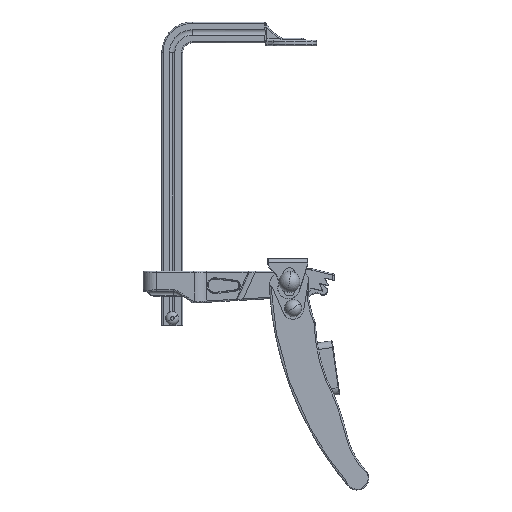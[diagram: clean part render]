
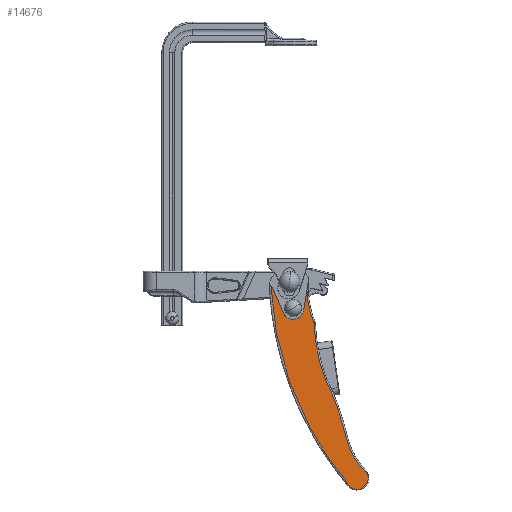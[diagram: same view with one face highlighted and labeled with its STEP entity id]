
A CAD part, top view. The second image highlights one B-rep face of the part: STEP entity #14676.
In plain terms, the highlighted face is planar.
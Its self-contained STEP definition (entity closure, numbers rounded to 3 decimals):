
#253 =( BOUNDED_CURVE ( )  B_SPLINE_CURVE ( 3, ( #4010, #15500, #15399, #18378 ),
 .UNSPECIFIED., .F., .F. ) 
 B_SPLINE_CURVE_WITH_KNOTS ( ( 4, 4 ),
 ( 5.281, 5.562 ),
 .UNSPECIFIED. ) 
 CURVE ( )  GEOMETRIC_REPRESENTATION_ITEM ( )  RATIONAL_B_SPLINE_CURVE ( ( 1., 0.993, 0.993, 1. ) ) 
 REPRESENTATION_ITEM ( '' )  );
#307 = CARTESIAN_POINT ( 'NONE',  ( 52.971, -153.394, 16.513 ) ) ;
#330 = CARTESIAN_POINT ( 'NONE',  ( 40.521, -119.562, 16.854 ) ) ;
#367 = ORIENTED_EDGE ( 'NONE', *, *, #4688, .T. ) ;
#399 = CARTESIAN_POINT ( 'NONE',  ( 41.275, -131.427, 16.834 ) ) ;
#619 = VECTOR ( 'NONE', #2842, 1000. ) ;
#641 = DIRECTION ( 'NONE',  ( -0.027, 0., -1. ) ) ;
#670 = EDGE_LOOP ( 'NONE', ( #14137, #16429, #367, #10263, #9939, #6999, #16200, #5028, #4530, #3954, #8744 ) ) ;
#1230 = VERTEX_POINT ( 'NONE', #16244 ) ;
#1569 = CARTESIAN_POINT ( 'NONE',  ( 52.971, -154.113, 16.513 ) ) ;
#1607 = CARTESIAN_POINT ( 'NONE',  ( 52.693, -151.986, 16.521 ) ) ;
#1767 =( BOUNDED_CURVE ( )  B_SPLINE_CURVE ( 3, ( #4786, #17529, #11770, #13263 ),
 .UNSPECIFIED., .F., .F. ) 
 B_SPLINE_CURVE_WITH_KNOTS ( ( 4, 4 ),
 ( 0.09, 0.333 ),
 .UNSPECIFIED. ) 
 CURVE ( )  GEOMETRIC_REPRESENTATION_ITEM ( )  RATIONAL_B_SPLINE_CURVE ( ( 1., 0.995, 0.995, 1. ) ) 
 REPRESENTATION_ITEM ( '' )  );
#1830 = CARTESIAN_POINT ( 'NONE',  ( 29.013, -33.971, 17.169 ) ) ;
#1988 = CARTESIAN_POINT ( 'NONE',  ( 45.453, -142.557, 16.719 ) ) ;
#2012 = DIRECTION ( 'NONE',  ( -0.264, 0.965, 0.007 ) ) ;
#2300 = EDGE_CURVE ( 'NONE', #9044, #4836, #11585, .T. ) ;
#2309 = CARTESIAN_POINT ( 'NONE',  ( -4.365, -56.322, 18.083 ) ) ;
#2842 = DIRECTION ( 'NONE',  ( -0.294, -0.956, 0.008 ) ) ;
#3383 = CARTESIAN_POINT ( 'NONE',  ( 22.817, -23.393, 17.339 ) ) ;
#3521 = FACE_OUTER_BOUND ( 'NONE', #670, .T. ) ;
#3624 = VERTEX_POINT ( 'NONE', #16768 ) ;
#3625 = EDGE_CURVE ( 'NONE', #4836, #5024, #17325, .T. ) ;
#3954 = ORIENTED_EDGE ( 'NONE', *, *, #6918, .T. ) ;
#3991 = CARTESIAN_POINT ( 'NONE',  ( 31.491, -77.457, 17.101 ) ) ;
#4010 = CARTESIAN_POINT ( 'NONE',  ( 1.53, -2.692, 17.922 ) ) ;
#4238 = EDGE_CURVE ( 'NONE', #7051, #3624, #4388, .T. ) ;
#4294 = VECTOR ( 'NONE', #2012, 1000. ) ;
#4388 =( BOUNDED_CURVE ( )  B_SPLINE_CURVE ( 3, ( #8901, #1988, #399, #330 ),
 .UNSPECIFIED., .F., .F. ) 
 B_SPLINE_CURVE_WITH_KNOTS ( ( 4, 4 ),
 ( 2.487, 3.078 ),
 .UNSPECIFIED. ) 
 CURVE ( )  GEOMETRIC_REPRESENTATION_ITEM ( )  RATIONAL_B_SPLINE_CURVE ( ( 1., 0.971, 0.971, 1. ) ) 
 REPRESENTATION_ITEM ( '' )  );
#4459 = CARTESIAN_POINT ( 'NONE',  ( 0.824, -2.086, 17.941 ) ) ;
#4464 = CARTESIAN_POINT ( 'NONE',  ( 52.877, -152.681, 16.516 ) ) ;
#4530 = ORIENTED_EDGE ( 'NONE', *, *, #3625, .T. ) ;
#4688 = EDGE_CURVE ( 'NONE', #9519, #7051, #15191, .T. ) ;
#4786 = CARTESIAN_POINT ( 'NONE',  ( 40.521, -119.562, 16.854 ) ) ;
#4836 = VERTEX_POINT ( 'NONE', #12266 ) ;
#4946 = CARTESIAN_POINT ( 'NONE',  ( 1.53, -2.692, 17.922 ) ) ;
#5024 = VERTEX_POINT ( 'NONE', #17195 ) ;
#5028 = ORIENTED_EDGE ( 'NONE', *, *, #2300, .T. ) ;
#5479 = CARTESIAN_POINT ( 'NONE',  ( 39.321, -169.201, 16.887 ) ) ;
#5491 = CARTESIAN_POINT ( 'NONE',  ( -18.404, -157.636, 18.467 ) ) ;
#5620 = CARTESIAN_POINT ( 'NONE',  ( 29.013, -33.971, 17.169 ) ) ;
#6548 = CARTESIAN_POINT ( 'NONE',  ( 0.824, -2.086, 17.941 ) ) ;
#6617 = EDGE_CURVE ( 'NONE', #8811, #9519, #12646, .T. ) ;
#6902 = CARTESIAN_POINT ( 'NONE',  ( 52.971, -154.113, 16.513 ) ) ;
#6918 = EDGE_CURVE ( 'NONE', #5024, #13040, #15708, .T. ) ;
#6999 = ORIENTED_EDGE ( 'NONE', *, *, #13377, .T. ) ;
#7051 = VERTEX_POINT ( 'NONE', #1607 ) ;
#7345 = CARTESIAN_POINT ( 'NONE',  ( 52.693, -151.986, 16.521 ) ) ;
#7450 = CARTESIAN_POINT ( 'NONE',  ( 27.168, -9.223, 17.22 ) ) ;
#8744 = ORIENTED_EDGE ( 'NONE', *, *, #12797, .T. ) ;
#8811 = VERTEX_POINT ( 'NONE', #16501 ) ;
#8857 = CARTESIAN_POINT ( 'NONE',  ( 26.154, -17.54, 17.248 ) ) ;
#8901 = CARTESIAN_POINT ( 'NONE',  ( 52.693, -151.986, 16.521 ) ) ;
#9044 = VERTEX_POINT ( 'NONE', #14413 ) ;
#9195 = PLANE ( 'NONE',  #17785 ) ;
#9259 = CARTESIAN_POINT ( 'NONE',  ( -1.329, -162.883, 18. ) ) ;
#9401 = CARTESIAN_POINT ( 'NONE',  ( 7.988, -109.387, 17.745 ) ) ;
#9419 =( BOUNDED_CURVE ( )  B_SPLINE_CURVE ( 3, ( #11814, #11622, #8857, #7450 ),
 .UNSPECIFIED., .F., .F. ) 
 B_SPLINE_CURVE_WITH_KNOTS ( ( 4, 4 ),
 ( 2.872, 3.263 ),
 .UNSPECIFIED. ) 
 CURVE ( )  GEOMETRIC_REPRESENTATION_ITEM ( )  RATIONAL_B_SPLINE_CURVE ( ( 1., 0.987, 0.987, 1. ) ) 
 REPRESENTATION_ITEM ( '' )  );
#9519 = VERTEX_POINT ( 'NONE', #13508 ) ;
#9939 = ORIENTED_EDGE ( 'NONE', *, *, #18111, .T. ) ;
#10263 = ORIENTED_EDGE ( 'NONE', *, *, #4238, .T. ) ;
#10927 = CARTESIAN_POINT ( 'NONE',  ( 36.596, -155.755, 16.962 ) ) ;
#11585 = LINE ( 'NONE', #5491, #619 ) ;
#11622 = CARTESIAN_POINT ( 'NONE',  ( 26.777, -25.896, 17.23 ) ) ;
#11770 = CARTESIAN_POINT ( 'NONE',  ( 36.206, -91.09, 16.972 ) ) ;
#11814 = CARTESIAN_POINT ( 'NONE',  ( 29.013, -33.971, 17.169 ) ) ;
#11860 = EDGE_CURVE ( 'NONE', #18109, #9044, #9419, .T. ) ;
#12266 = CARTESIAN_POINT ( 'NONE',  ( 22.817, -23.393, 17.339 ) ) ;
#12646 =( BOUNDED_CURVE ( )  B_SPLINE_CURVE ( 3, ( #18227, #5479, #15462, #6902 ),
 .UNSPECIFIED., .F., .F. ) 
 B_SPLINE_CURVE_WITH_KNOTS ( ( 4, 4 ),
 ( 3.342, 6.283 ),
 .UNSPECIFIED. ) 
 CURVE ( )  GEOMETRIC_REPRESENTATION_ITEM ( )  RATIONAL_B_SPLINE_CURVE ( ( 1., 0.4, 0.4, 1. ) ) 
 REPRESENTATION_ITEM ( '' )  );
#12797 = EDGE_CURVE ( 'NONE', #13040, #16143, #253, .T. ) ;
#13040 = VERTEX_POINT ( 'NONE', #4946 ) ;
#13201 = EDGE_CURVE ( 'NONE', #16143, #8811, #14384, .T. ) ;
#13263 = CARTESIAN_POINT ( 'NONE',  ( 31.491, -77.457, 17.101 ) ) ;
#13377 = EDGE_CURVE ( 'NONE', #1230, #18109, #17477, .T. ) ;
#13508 = CARTESIAN_POINT ( 'NONE',  ( 52.971, -154.113, 16.513 ) ) ;
#13694 = CARTESIAN_POINT ( 'NONE',  ( 7.223, -23.527, 17.766 ) ) ;
#13712 = DIRECTION ( 'NONE',  ( -1., 0., 0.027 ) ) ;
#13759 = CARTESIAN_POINT ( 'NONE',  ( 20.066, -32.933, 17.414 ) ) ;
#13989 = CARTESIAN_POINT ( 'NONE',  ( 27.461, -48.537, 17.212 ) ) ;
#14137 = ORIENTED_EDGE ( 'NONE', *, *, #13201, .T. ) ;
#14166 = CARTESIAN_POINT ( 'NONE',  ( 28.294, -63.161, 17.189 ) ) ;
#14384 =( BOUNDED_CURVE ( )  B_SPLINE_CURVE ( 3, ( #6548, #2309, #9401, #10927 ),
 .UNSPECIFIED., .F., .F. ) 
 B_SPLINE_CURVE_WITH_KNOTS ( ( 4, 4 ),
 ( 3.046, 3.694 ),
 .UNSPECIFIED. ) 
 CURVE ( )  GEOMETRIC_REPRESENTATION_ITEM ( )  RATIONAL_B_SPLINE_CURVE ( ( 1., 0.965, 0.965, 1. ) ) 
 REPRESENTATION_ITEM ( '' )  );
#14413 = CARTESIAN_POINT ( 'NONE',  ( 27.168, -9.223, 17.22 ) ) ;
#14676 = ADVANCED_FACE ( 'NONE', ( #3521 ), #9195, .F. ) ;
#15191 =( BOUNDED_CURVE ( )  B_SPLINE_CURVE ( 3, ( #1569, #307, #4464, #7345 ),
 .UNSPECIFIED., .F., .F. ) 
 B_SPLINE_CURVE_WITH_KNOTS ( ( 4, 4 ),
 ( 0., 0.26 ),
 .UNSPECIFIED. ) 
 CURVE ( )  GEOMETRIC_REPRESENTATION_ITEM ( )  RATIONAL_B_SPLINE_CURVE ( ( 1., 0.994, 0.994, 1. ) ) 
 REPRESENTATION_ITEM ( '' )  );
#15266 = CARTESIAN_POINT ( 'NONE',  ( 10.137, -33.019, 17.686 ) ) ;
#15399 = CARTESIAN_POINT ( 'NONE',  ( 1.03, -2.32, 17.935 ) ) ;
#15462 = CARTESIAN_POINT ( 'NONE',  ( 52.971, -167.831, 16.513 ) ) ;
#15500 = CARTESIAN_POINT ( 'NONE',  ( 1.267, -2.523, 17.929 ) ) ;
#15708 = LINE ( 'NONE', #16516, #4294 ) ;
#16143 = VERTEX_POINT ( 'NONE', #4459 ) ;
#16200 = ORIENTED_EDGE ( 'NONE', *, *, #11860, .T. ) ;
#16244 = CARTESIAN_POINT ( 'NONE',  ( 31.491, -77.457, 17.101 ) ) ;
#16429 = ORIENTED_EDGE ( 'NONE', *, *, #6617, .T. ) ;
#16501 = CARTESIAN_POINT ( 'NONE',  ( 36.596, -155.755, 16.962 ) ) ;
#16516 = CARTESIAN_POINT ( 'NONE',  ( 42.059, -151.018, 16.812 ) ) ;
#16768 = CARTESIAN_POINT ( 'NONE',  ( 40.521, -119.562, 16.854 ) ) ;
#17195 = CARTESIAN_POINT ( 'NONE',  ( 7.223, -23.527, 17.766 ) ) ;
#17325 =( BOUNDED_CURVE ( )  B_SPLINE_CURVE ( 3, ( #3383, #13759, #15266, #13694 ),
 .UNSPECIFIED., .F., .F. ) 
 B_SPLINE_CURVE_WITH_KNOTS ( ( 4, 4 ),
 ( 3.422, 5.985 ),
 .UNSPECIFIED. ) 
 CURVE ( )  GEOMETRIC_REPRESENTATION_ITEM ( )  RATIONAL_B_SPLINE_CURVE ( ( 1., 0.524, 0.524, 1. ) ) 
 REPRESENTATION_ITEM ( '' )  );
#17477 =( BOUNDED_CURVE ( )  B_SPLINE_CURVE ( 3, ( #3991, #14166, #13989, #5620 ),
 .UNSPECIFIED., .F., .F. ) 
 B_SPLINE_CURVE_WITH_KNOTS ( ( 4, 4 ),
 ( 2.922, 3.248 ),
 .UNSPECIFIED. ) 
 CURVE ( )  GEOMETRIC_REPRESENTATION_ITEM ( )  RATIONAL_B_SPLINE_CURVE ( ( 1., 0.991, 0.991, 1. ) ) 
 REPRESENTATION_ITEM ( '' )  );
#17529 = CARTESIAN_POINT ( 'NONE',  ( 39.231, -105.195, 16.889 ) ) ;
#17785 = AXIS2_PLACEMENT_3D ( 'NONE', #9259, #641, #13712 ) ;
#18109 = VERTEX_POINT ( 'NONE', #1830 ) ;
#18111 = EDGE_CURVE ( 'NONE', #3624, #1230, #1767, .T. ) ;
#18227 = CARTESIAN_POINT ( 'NONE',  ( 36.596, -155.755, 16.962 ) ) ;
#18378 = CARTESIAN_POINT ( 'NONE',  ( 0.824, -2.086, 17.941 ) ) ;
